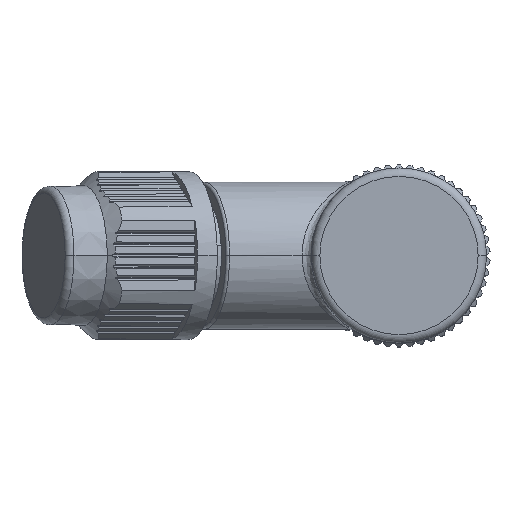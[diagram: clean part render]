
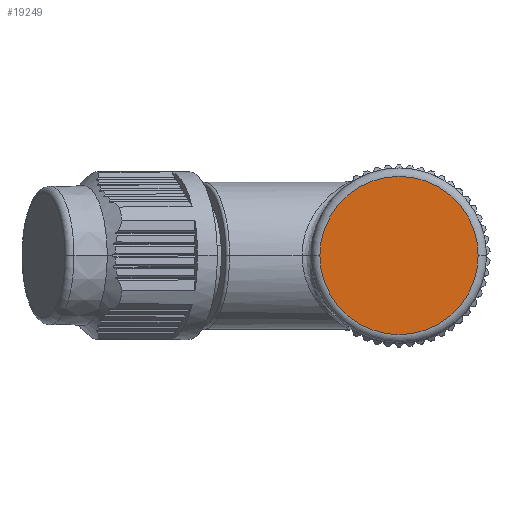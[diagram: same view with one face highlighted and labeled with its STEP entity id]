
A CAD part, top view. The second image highlights one B-rep face of the part: STEP entity #19249.
In plain terms, the highlighted planar face has unit normal (0, 0, 1).
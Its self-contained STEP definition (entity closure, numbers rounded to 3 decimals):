
#313=CARTESIAN_POINT('',(0.,0.,25.6));
#314=DIRECTION('',(0.,0.,1.));
#315=DIRECTION('',(-1.,0.,0.));
#316=AXIS2_PLACEMENT_3D('',#313,#314,#315);
#318=CARTESIAN_POINT('',(0.,0.,25.6));
#319=DIRECTION('',(0.,0.,1.));
#320=DIRECTION('',(1.,0.,0.));
#321=AXIS2_PLACEMENT_3D('',#318,#319,#320);
#18474=CARTESIAN_POINT('',(-5.65,0.,25.6));
#18475=CARTESIAN_POINT('',(5.65,0.,25.6));
#18476=VERTEX_POINT('',#18474);
#18477=VERTEX_POINT('',#18475);
#19239=CARTESIAN_POINT('',(0.,0.,25.6));
#19240=DIRECTION('',(0.,0.,1.));
#19241=DIRECTION('',(-1.,0.,0.));
#19242=AXIS2_PLACEMENT_3D('',#19239,#19240,#19241);
#19243=PLANE('',#19242);
#19245=ORIENTED_EDGE('',*,*,#19244,.F.);
#19246=ORIENTED_EDGE('',*,*,#19229,.F.);
#19247=EDGE_LOOP('',(#19245,#19246));
#19248=FACE_OUTER_BOUND('',#19247,.F.);
#19249=ADVANCED_FACE('',(#19248),#19243,.T.);
#317=CIRCLE('',#316,5.65);
#322=CIRCLE('',#321,5.65);
#19229=EDGE_CURVE('',#18477,#18476,#322,.T.);
#19244=EDGE_CURVE('',#18476,#18477,#317,.T.);
